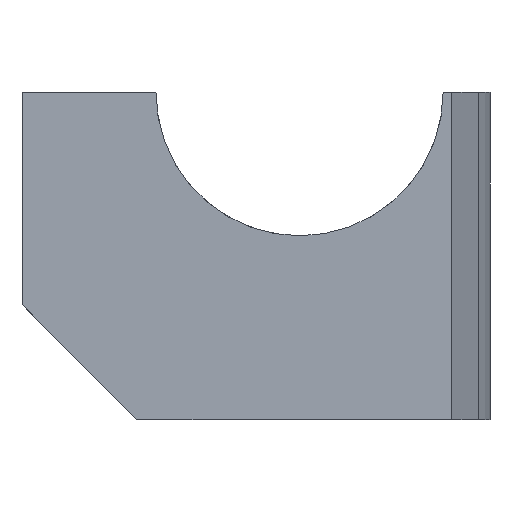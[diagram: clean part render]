
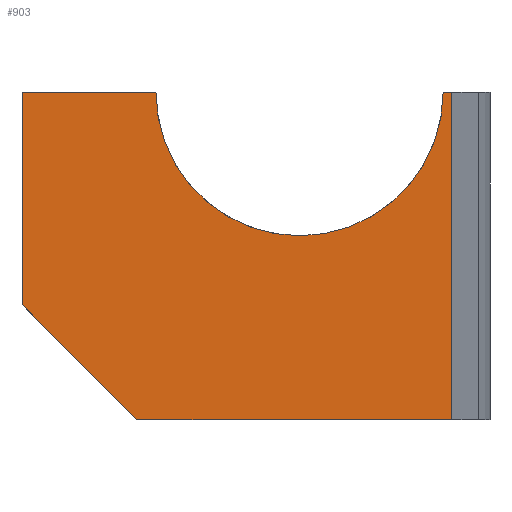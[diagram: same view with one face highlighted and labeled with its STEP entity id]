
A CAD part, left-side view. The second image highlights one B-rep face of the part: STEP entity #903.
In plain terms, the highlighted face is planar.
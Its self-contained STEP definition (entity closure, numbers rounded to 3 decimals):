
#11 = EDGE_CURVE ( 'NONE', #174, #1491, #919, .T. ) ;
#20 = CARTESIAN_POINT ( 'NONE',  ( 39., -75.5, 32.894 ) ) ;
#47 = PLANE ( 'NONE',  #1764 ) ;
#57 = CARTESIAN_POINT ( 'NONE',  ( 37.888, -51.05, 32.894 ) ) ;
#104 = EDGE_CURVE ( 'NONE', #174, #955, #301, .T. ) ;
#174 = VERTEX_POINT ( 'NONE', #1540 ) ;
#209 = CARTESIAN_POINT ( 'NONE',  ( 37.888, -75.5, 32.894 ) ) ;
#260 = CARTESIAN_POINT ( 'NONE',  ( 27.888, 0., 32.894 ) ) ;
#301 = LINE ( 'NONE', #20, #392 ) ;
#373 = ORIENTED_EDGE ( 'NONE', *, *, #11, .F. ) ;
#386 = VECTOR ( 'NONE', #1227, 1000. ) ;
#392 = VECTOR ( 'NONE', #675, 1000. ) ;
#427 = VECTOR ( 'NONE', #940, 1000. ) ;
#442 = DIRECTION ( 'NONE',  ( 0., 0., -1. ) ) ;
#447 = EDGE_CURVE ( 'NONE', #1728, #1491, #871, .T. ) ;
#540 = VERTEX_POINT ( 'NONE', #1595 ) ;
#565 = VERTEX_POINT ( 'NONE', #1064 ) ;
#571 = EDGE_LOOP ( 'NONE', ( #1708, #1626, #1362, #1150, #1674, #373, #1278 ) ) ;
#663 = EDGE_CURVE ( 'NONE', #565, #963, #1081, .T. ) ;
#675 = DIRECTION ( 'NONE',  ( 0.707, 0.707, 0. ) ) ;
#680 = AXIS2_PLACEMENT_3D ( 'NONE', #711, #442, #1270 ) ;
#711 = CARTESIAN_POINT ( 'NONE',  ( 27.888, -61., 32.894 ) ) ;
#806 = LINE ( 'NONE', #1077, #427 ) ;
#866 = CIRCLE ( 'NONE', #680, 7.5 ) ;
#871 = LINE ( 'NONE', #1754, #1503 ) ;
#883 = CARTESIAN_POINT ( 'NONE',  ( 27.888, -68.5, 32.894 ) ) ;
#903 = ADVANCED_FACE ( 'NONE', ( #1368 ), #47, .F. ) ;
#919 = LINE ( 'NONE', #209, #1483 ) ;
#940 = DIRECTION ( 'NONE',  ( -1., 0., 0. ) ) ;
#955 = VERTEX_POINT ( 'NONE', #1585 ) ;
#963 = VERTEX_POINT ( 'NONE', #1191 ) ;
#1064 = CARTESIAN_POINT ( 'NONE',  ( 27.888, -53.05, 32.894 ) ) ;
#1077 = CARTESIAN_POINT ( 'NONE',  ( 37.888, -53.05, 32.894 ) ) ;
#1081 = LINE ( 'NONE', #260, #1666 ) ;
#1113 = EDGE_CURVE ( 'NONE', #540, #565, #806, .T. ) ;
#1150 = ORIENTED_EDGE ( 'NONE', *, *, #1629, .T. ) ;
#1191 = CARTESIAN_POINT ( 'NONE',  ( 27.888, -53.5, 32.894 ) ) ;
#1225 = DIRECTION ( 'NONE',  ( 0., -1., 0. ) ) ;
#1227 = DIRECTION ( 'NONE',  ( 0., 1., 0. ) ) ;
#1270 = DIRECTION ( 'NONE',  ( -1., 0., 0. ) ) ;
#1278 = ORIENTED_EDGE ( 'NONE', *, *, #104, .T. ) ;
#1362 = ORIENTED_EDGE ( 'NONE', *, *, #663, .T. ) ;
#1368 = FACE_OUTER_BOUND ( 'NONE', #571, .T. ) ;
#1437 = LINE ( 'NONE', #1514, #386 ) ;
#1483 = VECTOR ( 'NONE', #1719, 1000. ) ;
#1491 = VERTEX_POINT ( 'NONE', #1705 ) ;
#1502 = DIRECTION ( 'NONE',  ( 0., -1., 0. ) ) ;
#1503 = VECTOR ( 'NONE', #1225, 1000. ) ;
#1514 = CARTESIAN_POINT ( 'NONE',  ( 45., -51.05, 32.894 ) ) ;
#1540 = CARTESIAN_POINT ( 'NONE',  ( 39., -75.5, 32.894 ) ) ;
#1552 = DIRECTION ( 'NONE',  ( 0., 0., -1. ) ) ;
#1585 = CARTESIAN_POINT ( 'NONE',  ( 45., -69.5, 32.894 ) ) ;
#1595 = CARTESIAN_POINT ( 'NONE',  ( 45., -53.05, 32.894 ) ) ;
#1603 = EDGE_CURVE ( 'NONE', #955, #540, #1437, .T. ) ;
#1626 = ORIENTED_EDGE ( 'NONE', *, *, #1113, .T. ) ;
#1629 = EDGE_CURVE ( 'NONE', #963, #1728, #866, .T. ) ;
#1666 = VECTOR ( 'NONE', #1502, 1000. ) ;
#1674 = ORIENTED_EDGE ( 'NONE', *, *, #447, .T. ) ;
#1688 = DIRECTION ( 'NONE',  ( -1., 0., 0. ) ) ;
#1705 = CARTESIAN_POINT ( 'NONE',  ( 27.888, -75.5, 32.894 ) ) ;
#1708 = ORIENTED_EDGE ( 'NONE', *, *, #1603, .T. ) ;
#1719 = DIRECTION ( 'NONE',  ( -1., 0., 0. ) ) ;
#1728 = VERTEX_POINT ( 'NONE', #883 ) ;
#1754 = CARTESIAN_POINT ( 'NONE',  ( 27.888, -51.05, 32.894 ) ) ;
#1764 = AXIS2_PLACEMENT_3D ( 'NONE', #57, #1552, #1688 ) ;
